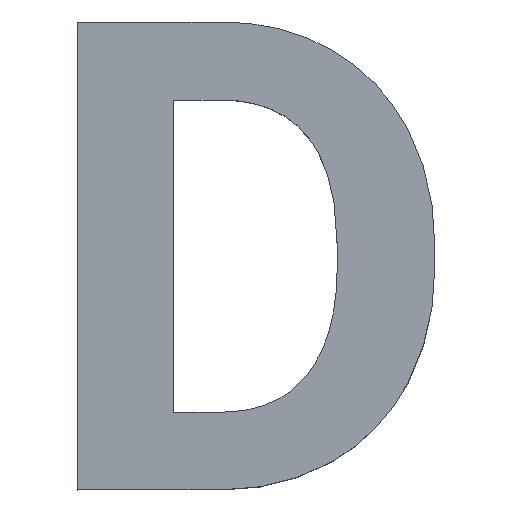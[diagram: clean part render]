
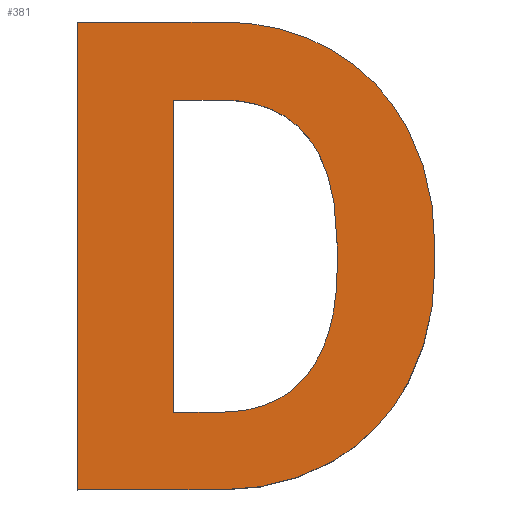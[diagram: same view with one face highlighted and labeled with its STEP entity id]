
A CAD part, top view. The second image highlights one B-rep face of the part: STEP entity #381.
In plain terms, the highlighted planar face has unit normal (0, 0, 1).
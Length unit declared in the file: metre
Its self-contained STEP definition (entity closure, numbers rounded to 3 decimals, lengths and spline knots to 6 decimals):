
#12=CIRCLE('',#401,0.000978);
#14=CIRCLE('',#404,0.000853);
#16=CIRCLE('',#407,0.00109);
#18=CIRCLE('',#411,0.001085);
#20=CIRCLE('',#414,0.000861);
#22=CIRCLE('',#417,0.000972);
#30=B_SPLINE_CURVE_WITH_KNOTS('',2,(#539,#540,#541),.UNSPECIFIED.,.F.,.F.,
(3,3),(0.,1.),.PIECEWISE_BEZIER_KNOTS.);
#32=B_SPLINE_CURVE_WITH_KNOTS('',2,(#556,#557,#558),.UNSPECIFIED.,.F.,.F.,
(3,3),(0.,1.),.PIECEWISE_BEZIER_KNOTS.);
#34=B_SPLINE_CURVE_WITH_KNOTS('',2,(#579,#580,#581),.UNSPECIFIED.,.F.,.F.,
(3,3),(0.,1.),.PIECEWISE_BEZIER_KNOTS.);
#36=B_SPLINE_CURVE_WITH_KNOTS('',2,(#596,#597,#598),.UNSPECIFIED.,.F.,.F.,
(3,3),(0.,1.),.PIECEWISE_BEZIER_KNOTS.);
#132=ORIENTED_EDGE('',*,*,#172,.F.);
#133=ORIENTED_EDGE('',*,*,#176,.F.);
#134=ORIENTED_EDGE('',*,*,#179,.F.);
#135=ORIENTED_EDGE('',*,*,#182,.F.);
#136=ORIENTED_EDGE('',*,*,#185,.F.);
#137=ORIENTED_EDGE('',*,*,#188,.F.);
#138=ORIENTED_EDGE('',*,*,#191,.F.);
#139=ORIENTED_EDGE('',*,*,#194,.F.);
#140=ORIENTED_EDGE('',*,*,#197,.F.);
#141=ORIENTED_EDGE('',*,*,#200,.F.);
#142=ORIENTED_EDGE('',*,*,#150,.F.);
#143=ORIENTED_EDGE('',*,*,#154,.F.);
#144=ORIENTED_EDGE('',*,*,#157,.F.);
#145=ORIENTED_EDGE('',*,*,#160,.F.);
#146=ORIENTED_EDGE('',*,*,#163,.F.);
#147=ORIENTED_EDGE('',*,*,#166,.F.);
#148=ORIENTED_EDGE('',*,*,#169,.F.);
#149=ORIENTED_EDGE('',*,*,#202,.F.);
#150=EDGE_CURVE('',#204,#205,#240,.T.);
#154=EDGE_CURVE('',#208,#204,#244,.T.);
#157=EDGE_CURVE('',#210,#208,#30,.T.);
#160=EDGE_CURVE('',#212,#210,#32,.T.);
#163=EDGE_CURVE('',#214,#212,#249,.T.);
#166=EDGE_CURVE('',#216,#214,#34,.T.);
#169=EDGE_CURVE('',#218,#216,#36,.T.);
#172=EDGE_CURVE('',#220,#221,#254,.T.);
#176=EDGE_CURVE('',#224,#220,#258,.T.);
#179=EDGE_CURVE('',#226,#224,#12,.F.);
#182=EDGE_CURVE('',#228,#226,#14,.F.);
#185=EDGE_CURVE('',#230,#228,#16,.F.);
#188=EDGE_CURVE('',#232,#230,#264,.T.);
#191=EDGE_CURVE('',#234,#232,#18,.F.);
#194=EDGE_CURVE('',#236,#234,#20,.F.);
#197=EDGE_CURVE('',#238,#236,#22,.F.);
#200=EDGE_CURVE('',#221,#238,#270,.T.);
#202=EDGE_CURVE('',#205,#218,#272,.T.);
#204=VERTEX_POINT('',#518);
#205=VERTEX_POINT('',#519);
#208=VERTEX_POINT('',#527);
#210=VERTEX_POINT('',#542);
#212=VERTEX_POINT('',#559);
#214=VERTEX_POINT('',#567);
#216=VERTEX_POINT('',#582);
#218=VERTEX_POINT('',#599);
#220=VERTEX_POINT('',#607);
#221=VERTEX_POINT('',#608);
#224=VERTEX_POINT('',#616);
#226=VERTEX_POINT('',#622);
#228=VERTEX_POINT('',#628);
#230=VERTEX_POINT('',#634);
#232=VERTEX_POINT('',#640);
#234=VERTEX_POINT('',#646);
#236=VERTEX_POINT('',#652);
#238=VERTEX_POINT('',#658);
#240=LINE('',#517,#274);
#244=LINE('',#526,#278);
#249=LINE('',#566,#283);
#254=LINE('',#606,#288);
#258=LINE('',#615,#292);
#264=LINE('',#639,#298);
#270=LINE('',#663,#304);
#272=LINE('',#666,#306);
#274=VECTOR('',#427,1.);
#278=VECTOR('',#433,1.);
#283=VECTOR('',#440,1.);
#288=VECTOR('',#447,1.);
#292=VECTOR('',#453,1.);
#298=VECTOR('',#479,1.);
#304=VECTOR('',#505,1.);
#306=VECTOR('',#509,1.);
#328=EDGE_LOOP('',(#132,#133,#134,#135,#136,#137,#138,#139,#140,#141));
#329=EDGE_LOOP('',(#142,#143,#144,#145,#146,#147,#148,#149));
#350=FACE_BOUND('',#328,.T.);
#351=FACE_BOUND('',#329,.T.);
#361=PLANE('',#422);
#381=ADVANCED_FACE('',(#350,#351),#361,.T.);
#401=AXIS2_PLACEMENT_3D('',#621,#458,#459);
#404=AXIS2_PLACEMENT_3D('',#627,#465,#466);
#407=AXIS2_PLACEMENT_3D('',#633,#472,#473);
#411=AXIS2_PLACEMENT_3D('',#645,#484,#485);
#414=AXIS2_PLACEMENT_3D('',#651,#491,#492);
#417=AXIS2_PLACEMENT_3D('',#657,#498,#499);
#422=AXIS2_PLACEMENT_3D('',#669,#513,#514);
#427=DIRECTION('',(0.,-1.,0.));
#433=DIRECTION('',(-1.,0.,0.));
#440=DIRECTION('',(0.,1.,0.));
#447=DIRECTION('',(0.,1.,0.));
#453=DIRECTION('',(-1.,0.,0.));
#458=DIRECTION('',(0.,0.,1.));
#459=DIRECTION('',(1.,0.,0.));
#465=DIRECTION('',(0.,0.,1.));
#466=DIRECTION('',(1.,0.,0.));
#472=DIRECTION('',(0.,0.,1.));
#473=DIRECTION('',(1.,0.,0.));
#479=DIRECTION('',(0.,-1.,0.));
#484=DIRECTION('',(0.,0.,1.));
#485=DIRECTION('',(1.,0.,0.));
#491=DIRECTION('',(0.,0.,1.));
#492=DIRECTION('',(1.,0.,0.));
#498=DIRECTION('',(0.,0.,1.));
#499=DIRECTION('',(1.,0.,0.));
#505=DIRECTION('',(1.,0.,0.));
#509=DIRECTION('',(1.,0.,0.));
#513=DIRECTION('',(0.,0.,1.));
#514=DIRECTION('',(1.,0.,0.));
#517=CARTESIAN_POINT('',(0.011139,0.012559,0.0095));
#518=CARTESIAN_POINT('',(0.011139,0.013254,0.0095));
#519=CARTESIAN_POINT('',(0.011139,0.011865,0.0095));
#526=CARTESIAN_POINT('',(0.011244,0.013254,0.0095));
#527=CARTESIAN_POINT('',(0.01135,0.013254,0.0095));
#539=CARTESIAN_POINT('',(0.011734,0.01309,0.0095));
#540=CARTESIAN_POINT('',(0.011603,0.013254,0.0095));
#541=CARTESIAN_POINT('',(0.01135,0.013254,0.0095));
#542=CARTESIAN_POINT('',(0.011734,0.01309,0.0095));
#556=CARTESIAN_POINT('',(0.011866,0.012609,0.0095));
#557=CARTESIAN_POINT('',(0.011866,0.012926,0.0095));
#558=CARTESIAN_POINT('',(0.011734,0.01309,0.0095));
#559=CARTESIAN_POINT('',(0.011866,0.012609,0.0095));
#566=CARTESIAN_POINT('',(0.011866,0.012554,0.0095));
#567=CARTESIAN_POINT('',(0.011866,0.012499,0.0095));
#579=CARTESIAN_POINT('',(0.01173,0.012029,0.0095));
#580=CARTESIAN_POINT('',(0.011863,0.012194,0.0095));
#581=CARTESIAN_POINT('',(0.011866,0.012499,0.0095));
#582=CARTESIAN_POINT('',(0.01173,0.012029,0.0095));
#596=CARTESIAN_POINT('',(0.011346,0.011865,0.0095));
#597=CARTESIAN_POINT('',(0.011597,0.011865,0.0095));
#598=CARTESIAN_POINT('',(0.01173,0.012029,0.0095));
#599=CARTESIAN_POINT('',(0.011346,0.011865,0.0095));
#606=CARTESIAN_POINT('',(0.01071,0.012561,0.0095));
#607=CARTESIAN_POINT('',(0.01071,0.011521,0.0095));
#608=CARTESIAN_POINT('',(0.01071,0.013601,0.0095));
#615=CARTESIAN_POINT('',(0.011032,0.011521,0.0095));
#616=CARTESIAN_POINT('',(0.011355,0.011521,0.0095));
#621=CARTESIAN_POINT('',(0.011367,0.0125,0.0095));
#622=CARTESIAN_POINT('',(0.011845,0.011646,0.0095));
#627=CARTESIAN_POINT('',(0.011423,0.012387,0.0095));
#628=CARTESIAN_POINT('',(0.012181,0.011996,0.0095));
#633=CARTESIAN_POINT('',(0.01121,0.012489,0.0095));
#634=CARTESIAN_POINT('',(0.0123,0.012512,0.0095));
#639=CARTESIAN_POINT('',(0.0123,0.01256,0.0095));
#640=CARTESIAN_POINT('',(0.0123,0.012608,0.0095));
#645=CARTESIAN_POINT('',(0.011215,0.01263,0.0095));
#646=CARTESIAN_POINT('',(0.012179,0.013126,0.0095));
#651=CARTESIAN_POINT('',(0.011414,0.012729,0.0095));
#652=CARTESIAN_POINT('',(0.011841,0.013477,0.0095));
#657=CARTESIAN_POINT('',(0.011368,0.012629,0.0095));
#658=CARTESIAN_POINT('',(0.01135,0.0136,0.0095));
#663=CARTESIAN_POINT('',(0.01103,0.013601,0.0095));
#666=CARTESIAN_POINT('',(0.011242,0.011865,0.0095));
#669=CARTESIAN_POINT('',(0.104891,-0.015824,0.0095));
